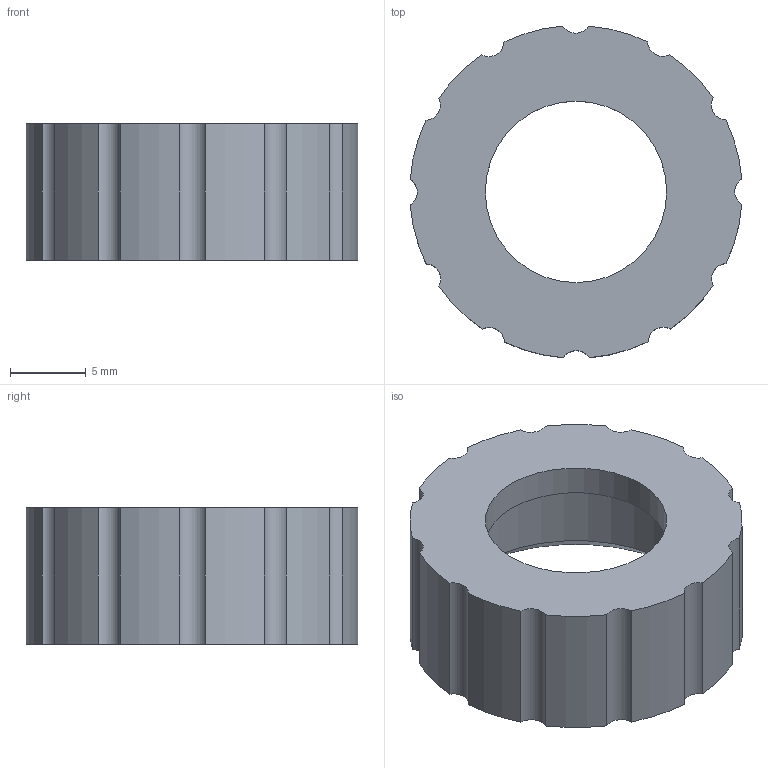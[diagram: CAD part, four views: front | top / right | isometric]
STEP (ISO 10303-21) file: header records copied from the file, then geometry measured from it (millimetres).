
FILE_DESCRIPTION(('FreeCAD Model'),'2;1');
FILE_NAME('Open CASCADE Shape Model','2022-03-29T23:36:58',('Author'),( ''),'Open CASCADE STEP processor 7.5','FreeCAD','Unknown');
FILE_SCHEMA(('AUTOMOTIVE_DESIGN { 1 0 10303 214 1 1 1 1 }'));
Length unit declared in the file: millimetre
Products named in the file (1): Body
Bounding box: 21.94 x 21.94 x 9 mm (x, y, z)
Volume: 1347.3 mm3; surface area: 1581.8 mm2
Topology: 1 solids, 1 shells, 31 faces, 82 edges, 54 vertices
Faces by surface type: cylinder 26, plane 3, cone 2
Full cylindrical faces by diameter (mm): 12 x1, 18 x1
Entity records: 2122 total; most frequent: CARTESIAN_POINT 404, DIRECTION 352, ORIENTED_EDGE 164, PCURVE 164, DEFINITIONAL_REPRESENTATION 164, LINE 140, VECTOR 140, CIRCLE 94
